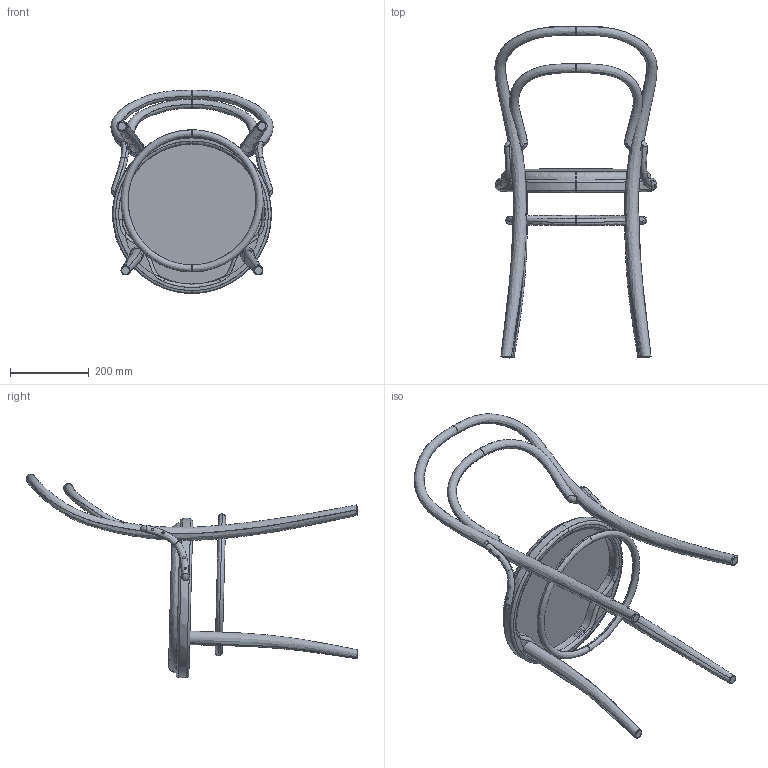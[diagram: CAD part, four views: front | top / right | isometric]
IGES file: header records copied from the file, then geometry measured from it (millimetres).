
Start section: SolidWorks IGES file using analytic representation for surfaces
Global section: file name: 014 židle .IGS; native system: SolidWorks 2009; preprocessor: SolidWorks 2009; author: majja; date: 130924.062247; units: millimetre
Bounding box: 410.82 x 840.12 x 516.59 mm (x, y, z)
Surface area: 748839.8 mm2 (no closed solid volume)
Topology: 0 solids, 0 shells, 102 faces, 3103 edges, 3103 vertices
Faces by surface type: bspline 83, revolution 19
